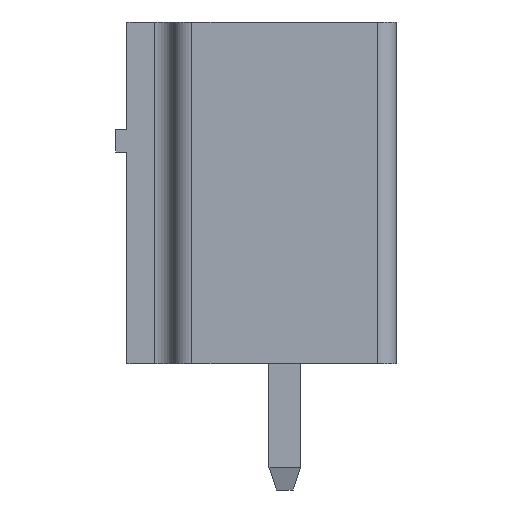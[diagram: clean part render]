
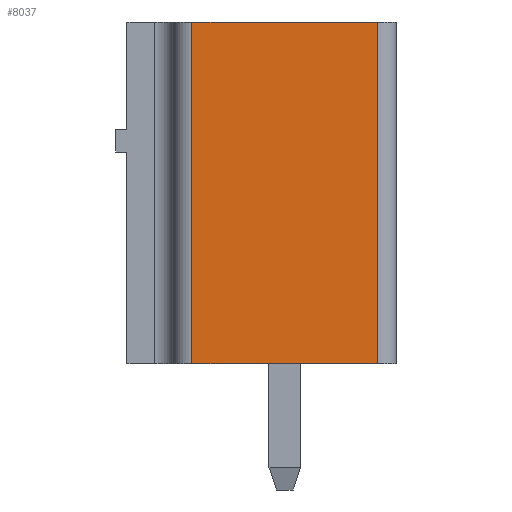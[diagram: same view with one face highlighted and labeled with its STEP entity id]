
A CAD part, left-side view. The second image highlights one B-rep face of the part: STEP entity #8037.
In plain terms, the highlighted planar face has unit normal (-1, 0, 0).
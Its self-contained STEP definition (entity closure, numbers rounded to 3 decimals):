
#44 = PLANE('',#45);
#45 = AXIS2_PLACEMENT_3D('',#46,#47,#48);
#46 = CARTESIAN_POINT('',(-6.9,-3.,0.));
#47 = DIRECTION('',(0.,0.,-1.));
#48 = DIRECTION('',(-1.,0.,0.));
#72 = CYLINDRICAL_SURFACE('',#73,0.5);
#73 = AXIS2_PLACEMENT_3D('',#74,#75,#76);
#74 = CARTESIAN_POINT('',(-6.4,-2.5,0.));
#75 = DIRECTION('',(0.,0.,1.));
#76 = DIRECTION('',(0.,-1.,0.));
#100 = PLANE('',#101);
#101 = AXIS2_PLACEMENT_3D('',#102,#103,#104);
#102 = CARTESIAN_POINT('',(-6.9,-3.,9.2));
#103 = DIRECTION('',(0.,0.,-1.));
#104 = DIRECTION('',(-1.,0.,0.));
#143 = VERTEX_POINT('',#144);
#144 = CARTESIAN_POINT('',(-6.9,-2.5,0.));
#166 = EDGE_CURVE('',#167,#143,#169,.T.);
#167 = VERTEX_POINT('',#168);
#168 = CARTESIAN_POINT('',(-6.9,2.5,0.));
#169 = SURFACE_CURVE('',#170,(#174,#181),.PCURVE_S1.);
#170 = LINE('',#171,#172);
#171 = CARTESIAN_POINT('',(-6.9,3.,0.));
#172 = VECTOR('',#173,1.);
#173 = DIRECTION('',(0.,-1.,0.));
#174 = PCURVE('',#44,#175);
#175 = DEFINITIONAL_REPRESENTATION('',(#176),#180);
#176 = LINE('',#177,#178);
#177 = CARTESIAN_POINT('',(0.,6.));
#178 = VECTOR('',#179,1.);
#179 = DIRECTION('',(0.,-1.));
#180 = ( GEOMETRIC_REPRESENTATION_CONTEXT(2)
PARAMETRIC_REPRESENTATION_CONTEXT() REPRESENTATION_CONTEXT('2D SPACE',''
) );
#181 = PCURVE('',#182,#187);
#182 = PLANE('',#183);
#183 = AXIS2_PLACEMENT_3D('',#184,#185,#186);
#184 = CARTESIAN_POINT('',(-6.9,3.,0.));
#185 = DIRECTION('',(1.,0.,0.));
#186 = DIRECTION('',(0.,-1.,0.));
#187 = DEFINITIONAL_REPRESENTATION('',(#188),#192);
#188 = LINE('',#189,#190);
#189 = CARTESIAN_POINT('',(0.,0.));
#190 = VECTOR('',#191,1.);
#191 = DIRECTION('',(1.,0.));
#192 = ( GEOMETRIC_REPRESENTATION_CONTEXT(2)
PARAMETRIC_REPRESENTATION_CONTEXT() REPRESENTATION_CONTEXT('2D SPACE',''
) );
#215 = CYLINDRICAL_SURFACE('',#216,0.5);
#216 = AXIS2_PLACEMENT_3D('',#217,#218,#219);
#217 = CARTESIAN_POINT('',(-6.4,2.5,0.));
#218 = DIRECTION('',(0.,0.,1.));
#219 = DIRECTION('',(0.,1.,0.));
#2000 = EDGE_CURVE('',#143,#2001,#2003,.T.);
#2001 = VERTEX_POINT('',#2002);
#2002 = CARTESIAN_POINT('',(-6.9,-2.5,9.2));
#2003 = SURFACE_CURVE('',#2004,(#2008,#2015),.PCURVE_S1.);
#2004 = LINE('',#2005,#2006);
#2005 = CARTESIAN_POINT('',(-6.9,-2.5,0.));
#2006 = VECTOR('',#2007,1.);
#2007 = DIRECTION('',(0.,0.,1.));
#2008 = PCURVE('',#72,#2009);
#2009 = DEFINITIONAL_REPRESENTATION('',(#2010),#2014);
#2010 = LINE('',#2011,#2012);
#2011 = CARTESIAN_POINT('',(-1.571,0.));
#2012 = VECTOR('',#2013,1.);
#2013 = DIRECTION('',(0.,1.));
#2014 = ( GEOMETRIC_REPRESENTATION_CONTEXT(2)
PARAMETRIC_REPRESENTATION_CONTEXT() REPRESENTATION_CONTEXT('2D SPACE',''
) );
#2015 = PCURVE('',#182,#2016);
#2016 = DEFINITIONAL_REPRESENTATION('',(#2017),#2021);
#2017 = LINE('',#2018,#2019);
#2018 = CARTESIAN_POINT('',(5.5,0.));
#2019 = VECTOR('',#2020,1.);
#2020 = DIRECTION('',(0.,-1.));
#2021 = ( GEOMETRIC_REPRESENTATION_CONTEXT(2)
PARAMETRIC_REPRESENTATION_CONTEXT() REPRESENTATION_CONTEXT('2D SPACE',''
) );
#2105 = EDGE_CURVE('',#2106,#2001,#2108,.T.);
#2106 = VERTEX_POINT('',#2107);
#2107 = CARTESIAN_POINT('',(-6.9,2.5,9.2));
#2108 = SURFACE_CURVE('',#2109,(#2113,#2120),.PCURVE_S1.);
#2109 = LINE('',#2110,#2111);
#2110 = CARTESIAN_POINT('',(-6.9,3.,9.2));
#2111 = VECTOR('',#2112,1.);
#2112 = DIRECTION('',(0.,-1.,0.));
#2113 = PCURVE('',#100,#2114);
#2114 = DEFINITIONAL_REPRESENTATION('',(#2115),#2119);
#2115 = LINE('',#2116,#2117);
#2116 = CARTESIAN_POINT('',(0.,6.));
#2117 = VECTOR('',#2118,1.);
#2118 = DIRECTION('',(0.,-1.));
#2119 = ( GEOMETRIC_REPRESENTATION_CONTEXT(2)
PARAMETRIC_REPRESENTATION_CONTEXT() REPRESENTATION_CONTEXT('2D SPACE',''
) );
#2120 = PCURVE('',#182,#2121);
#2121 = DEFINITIONAL_REPRESENTATION('',(#2122),#2126);
#2122 = LINE('',#2123,#2124);
#2123 = CARTESIAN_POINT('',(0.,-9.2));
#2124 = VECTOR('',#2125,1.);
#2125 = DIRECTION('',(1.,0.));
#2126 = ( GEOMETRIC_REPRESENTATION_CONTEXT(2)
PARAMETRIC_REPRESENTATION_CONTEXT() REPRESENTATION_CONTEXT('2D SPACE',''
) );
#8037 = ADVANCED_FACE('',(#8038),#182,.F.);
#8038 = FACE_BOUND('',#8039,.F.);
#8039 = EDGE_LOOP('',(#8040,#8041,#8062,#8063));
#8040 = ORIENTED_EDGE('',*,*,#166,.F.);
#8041 = ORIENTED_EDGE('',*,*,#8042,.T.);
#8042 = EDGE_CURVE('',#167,#2106,#8043,.T.);
#8043 = SURFACE_CURVE('',#8044,(#8048,#8055),.PCURVE_S1.);
#8044 = LINE('',#8045,#8046);
#8045 = CARTESIAN_POINT('',(-6.9,2.5,0.));
#8046 = VECTOR('',#8047,1.);
#8047 = DIRECTION('',(0.,0.,1.));
#8048 = PCURVE('',#182,#8049);
#8049 = DEFINITIONAL_REPRESENTATION('',(#8050),#8054);
#8050 = LINE('',#8051,#8052);
#8051 = CARTESIAN_POINT('',(0.5,0.));
#8052 = VECTOR('',#8053,1.);
#8053 = DIRECTION('',(0.,-1.));
#8054 = ( GEOMETRIC_REPRESENTATION_CONTEXT(2)
PARAMETRIC_REPRESENTATION_CONTEXT() REPRESENTATION_CONTEXT('2D SPACE',''
) );
#8055 = PCURVE('',#215,#8056);
#8056 = DEFINITIONAL_REPRESENTATION('',(#8057),#8061);
#8057 = LINE('',#8058,#8059);
#8058 = CARTESIAN_POINT('',(1.571,0.));
#8059 = VECTOR('',#8060,1.);
#8060 = DIRECTION('',(0.,1.));
#8061 = ( GEOMETRIC_REPRESENTATION_CONTEXT(2)
PARAMETRIC_REPRESENTATION_CONTEXT() REPRESENTATION_CONTEXT('2D SPACE',''
) );
#8062 = ORIENTED_EDGE('',*,*,#2105,.T.);
#8063 = ORIENTED_EDGE('',*,*,#2000,.F.);
